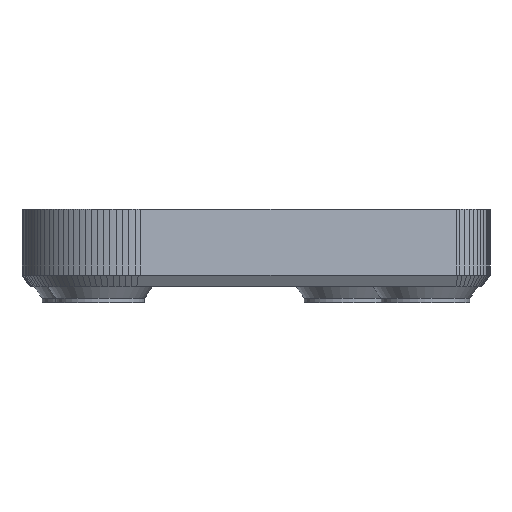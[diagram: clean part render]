
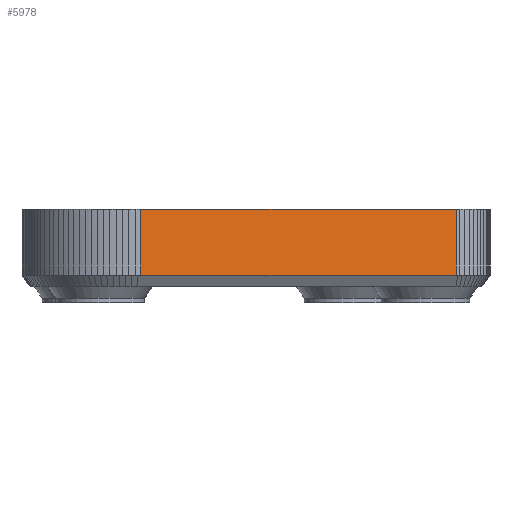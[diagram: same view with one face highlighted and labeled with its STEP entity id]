
A CAD part, left-side view. The second image highlights one B-rep face of the part: STEP entity #5978.
In plain terms, the highlighted planar face has unit normal (-0.982, -0.187, 0).
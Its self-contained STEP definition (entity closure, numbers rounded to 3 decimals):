
#432=FACE_OUTER_BOUND('',#750,.T.);
#750=EDGE_LOOP('',(#4574,#4575,#4576,#4577));
#1111=LINE('',#8873,#1790);
#1346=LINE('',#9513,#2025);
#1347=LINE('',#9516,#2026);
#1348=LINE('',#9517,#2027);
#1790=VECTOR('',#7003,10.);
#2025=VECTOR('',#7568,10.);
#2026=VECTOR('',#7571,10.);
#2027=VECTOR('',#7572,10.);
#2495=VERTEX_POINT('',#8870);
#2496=VERTEX_POINT('',#8872);
#2736=VERTEX_POINT('',#9511);
#2737=VERTEX_POINT('',#9515);
#3108=EDGE_CURVE('',#2496,#2495,#1111,.T.);
#3430=EDGE_CURVE('',#2736,#2495,#1346,.T.);
#3431=EDGE_CURVE('',#2737,#2736,#1347,.T.);
#3432=EDGE_CURVE('',#2496,#2737,#1348,.T.);
#4574=ORIENTED_EDGE('',*,*,#3430,.F.);
#4575=ORIENTED_EDGE('',*,*,#3431,.F.);
#4576=ORIENTED_EDGE('',*,*,#3432,.F.);
#4577=ORIENTED_EDGE('',*,*,#3108,.T.);
#5718=PLANE('',#6436);
#5978=ADVANCED_FACE('',(#432),#5718,.T.);
#6436=AXIS2_PLACEMENT_3D('',#9514,#7569,#7570);
#7003=DIRECTION('',(-0.187,0.982,0.));
#7568=DIRECTION('',(0.,0.,1.));
#7569=DIRECTION('center_axis',(-0.982,-0.187,0.));
#7570=DIRECTION('ref_axis',(0.187,-0.982,0.));
#7571=DIRECTION('',(-0.187,0.982,0.));
#7572=DIRECTION('',(0.,0.,-1.));
#8870=CARTESIAN_POINT('',(171.093,-46.224,1.6));
#8872=CARTESIAN_POINT('',(178.527,-85.353,1.6));
#8873=CARTESIAN_POINT('',(173.145,-57.023,1.6));
#9511=CARTESIAN_POINT('',(171.093,-46.224,-6.572));
#9513=CARTESIAN_POINT('',(171.093,-46.224,-8.));
#9514=CARTESIAN_POINT('Origin',(171.031,-45.901,-8.));
#9515=CARTESIAN_POINT('',(178.527,-85.353,-6.572));
#9516=CARTESIAN_POINT('',(173.145,-57.023,-6.572));
#9517=CARTESIAN_POINT('',(178.527,-85.353,-8.));
